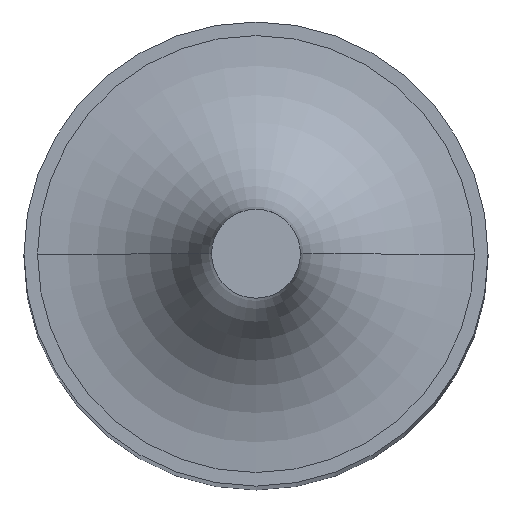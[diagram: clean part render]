
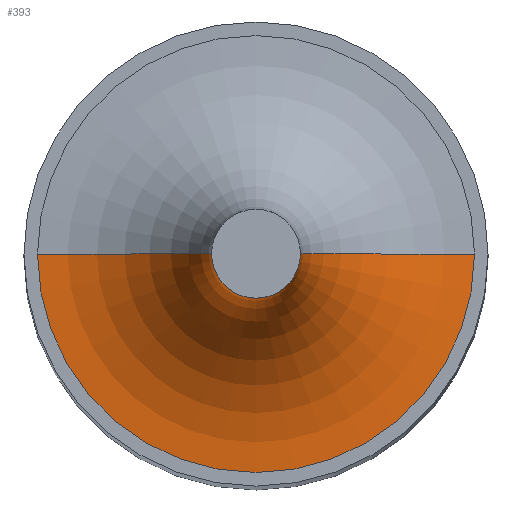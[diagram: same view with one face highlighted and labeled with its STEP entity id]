
A CAD part, top view. The second image highlights one B-rep face of the part: STEP entity #393.
In plain terms, the highlighted toroidal (fillet/blend) face has major radius 7.473 mm and minor radius 5.954 mm.
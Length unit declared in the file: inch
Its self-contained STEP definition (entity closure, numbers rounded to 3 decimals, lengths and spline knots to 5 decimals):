
#3 = TOROIDAL_SURFACE ( 'NONE', #166, 0.29423, 0.2344 ) ;
#13 = CARTESIAN_POINT ( 'NONE',  ( -0.29423, 0., 3.2556 ) ) ;
#15 = ORIENTED_EDGE ( 'NONE', *, *, #272, .T. ) ;
#51 = EDGE_CURVE ( 'NONE', #147, #151, #395, .T. ) ;
#62 = CARTESIAN_POINT ( 'NONE',  ( 0., 0., 3.2556 ) ) ;
#72 = CARTESIAN_POINT ( 'NONE',  ( 0., 0., 3.49 ) ) ;
#73 = CARTESIAN_POINT ( 'NONE',  ( 0.29423, 0., 3.2556 ) ) ;
#81 = AXIS2_PLACEMENT_3D ( 'NONE', #257, #301, #329 ) ;
#105 = CIRCLE ( 'NONE', #367, 0.2344 ) ;
#112 = CIRCLE ( 'NONE', #126, 0.2344 ) ;
#114 = CARTESIAN_POINT ( 'NONE',  ( -0.29423, 0., 3.49 ) ) ;
#117 = CARTESIAN_POINT ( 'NONE',  ( 0.29423, 0., 3.49 ) ) ;
#118 = DIRECTION ( 'NONE',  ( 0., 0., -1. ) ) ;
#126 = AXIS2_PLACEMENT_3D ( 'NONE', #117, #183, #185 ) ;
#147 = VERTEX_POINT ( 'NONE', #152 ) ;
#151 = VERTEX_POINT ( 'NONE', #412 ) ;
#152 = CARTESIAN_POINT ( 'NONE',  ( 0.05983, 0., 3.49 ) ) ;
#158 = EDGE_CURVE ( 'NONE', #147, #278, #112, .T. ) ;
#166 = AXIS2_PLACEMENT_3D ( 'NONE', #72, #314, #196 ) ;
#183 = DIRECTION ( 'NONE',  ( 0., -1., 0. ) ) ;
#185 = DIRECTION ( 'NONE',  ( 1., 0., 0. ) ) ;
#186 = EDGE_LOOP ( 'NONE', ( #402, #287, #15, #389 ) ) ;
#193 = EDGE_CURVE ( 'NONE', #278, #392, #253, .T. ) ;
#196 = DIRECTION ( 'NONE',  ( -1., 0., 0. ) ) ;
#198 = AXIS2_PLACEMENT_3D ( 'NONE', #62, #118, #211 ) ;
#211 = DIRECTION ( 'NONE',  ( -1., 0., 0. ) ) ;
#238 = DIRECTION ( 'NONE',  ( 0., 1., 0. ) ) ;
#252 = DIRECTION ( 'NONE',  ( 0., 0., 1. ) ) ;
#253 = CIRCLE ( 'NONE', #198, 0.29423 ) ;
#257 = CARTESIAN_POINT ( 'NONE',  ( 0., 0., 3.49 ) ) ;
#272 = EDGE_CURVE ( 'NONE', #151, #392, #105, .T. ) ;
#278 = VERTEX_POINT ( 'NONE', #73 ) ;
#287 = ORIENTED_EDGE ( 'NONE', *, *, #51, .T. ) ;
#301 = DIRECTION ( 'NONE',  ( 0., 0., -1. ) ) ;
#314 = DIRECTION ( 'NONE',  ( 0., 0., 1. ) ) ;
#329 = DIRECTION ( 'NONE',  ( -1., 0., 0. ) ) ;
#359 = FACE_OUTER_BOUND ( 'NONE', #186, .T. ) ;
#367 = AXIS2_PLACEMENT_3D ( 'NONE', #114, #238, #252 ) ;
#389 = ORIENTED_EDGE ( 'NONE', *, *, #193, .F. ) ;
#392 = VERTEX_POINT ( 'NONE', #13 ) ;
#393 = ADVANCED_FACE ( 'NONE', ( #359 ), #3, .F. ) ;
#395 = CIRCLE ( 'NONE', #81, 0.05983 ) ;
#402 = ORIENTED_EDGE ( 'NONE', *, *, #158, .F. ) ;
#412 = CARTESIAN_POINT ( 'NONE',  ( -0.05983, 0., 3.49 ) ) ;
